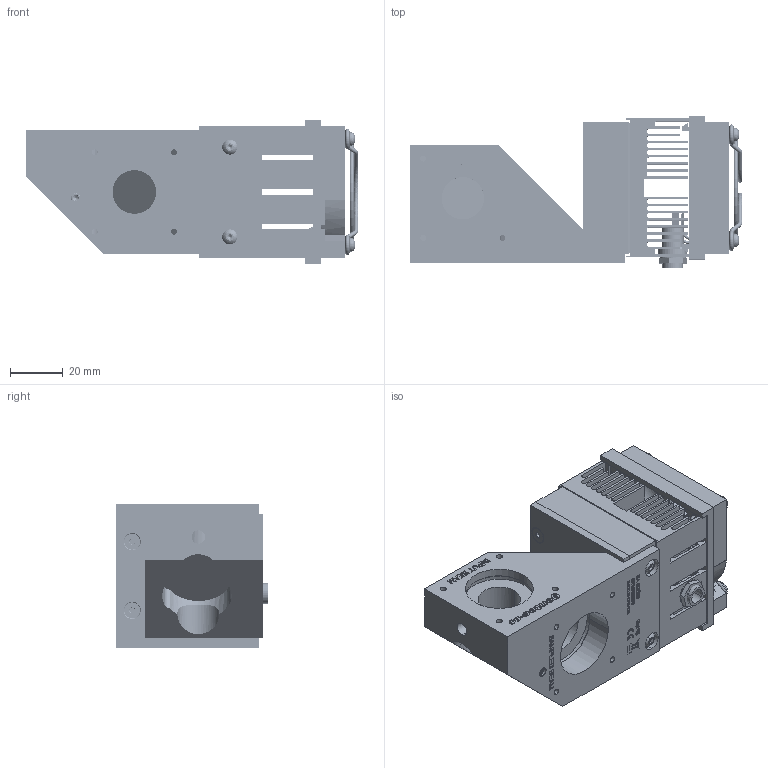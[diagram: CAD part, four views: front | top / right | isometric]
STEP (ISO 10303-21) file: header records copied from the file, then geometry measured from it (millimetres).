
FILE_DESCRIPTION (( 'STEP AP214' ), '1' );
FILE_NAME ('SK-9833B BA16K-500F-H9-D0.STEP', '2023-06-19T19:50:19', ( '' ), ( '' ), 'SwSTEP 2.0', 'SolidWorks 2020', '' );
FILE_SCHEMA (( 'AUTOMOTIVE_DESIGN' ));
Length unit declared in the file: millimetre
Products named in the file (1): SK-9833B BA16K-500F-H9-D0
Bounding box: 125.6 x 57.45 x 54.2 mm (x, y, z)
Surface area: 87762.9 mm2 (no closed solid volume)
Topology: 0 solids, 166 shells, 2085 faces, 13898 edges, 11998 vertices
Faces by surface type: cylinder 1068, plane 777, cone 136, torus 64, bspline 36, sphere 4
Entity records: 173389 total; most frequent: CARTESIAN_POINT 51592, ORIENTED_EDGE 19197, DIRECTION 17515, EDGE_CURVE 13874, VERTEX_POINT 11998, LINE 11083, VECTOR 11083, AXIS2_PLACEMENT_3D 3216
